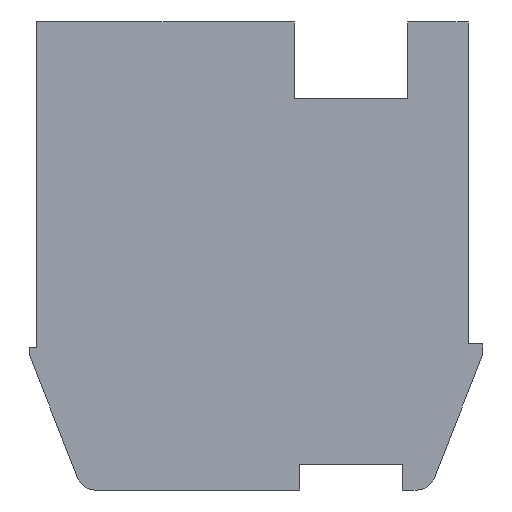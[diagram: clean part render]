
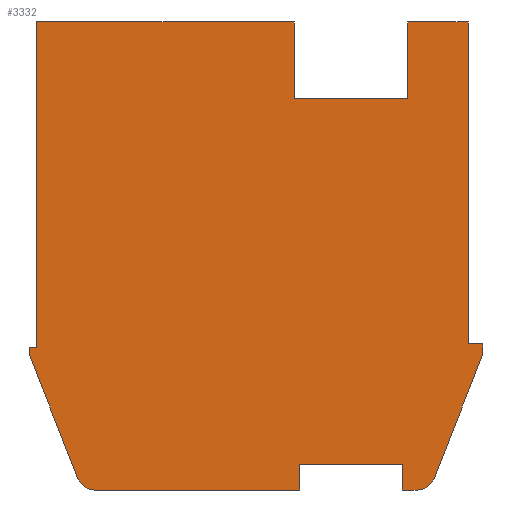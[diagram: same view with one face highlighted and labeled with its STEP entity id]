
A CAD part, front view. The second image highlights one B-rep face of the part: STEP entity #3332.
In plain terms, the highlighted planar face has unit normal (0, -1, 0).
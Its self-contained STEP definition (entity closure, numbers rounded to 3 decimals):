
#1=DIRECTION('',(-0.365,0.,-0.931));
#2=VECTOR('',#1,3.633);
#3=CARTESIAN_POINT('',(6.2,0.,-2.7));
#4=LINE('',#3,#2);
#5=CARTESIAN_POINT('',(4.409,0.,-5.9));
#6=DIRECTION('',(0.,1.,0.));
#7=DIRECTION('',(0.931,0.,-0.365));
#8=AXIS2_PLACEMENT_3D('',#5,#6,#7);
#10=DIRECTION('',(-1.,0.,0.));
#11=VECTOR('',#10,0.409);
#12=CARTESIAN_POINT('',(4.409,0.,-6.4));
#13=LINE('',#12,#11);
#14=DIRECTION('',(0.,0.,1.));
#15=VECTOR('',#14,0.7);
#16=CARTESIAN_POINT('',(4.,0.,-6.4));
#17=LINE('',#16,#15);
#18=DIRECTION('',(-1.,0.,0.));
#19=VECTOR('',#18,2.8);
#20=CARTESIAN_POINT('',(4.,0.,-5.7));
#21=LINE('',#20,#19);
#22=DIRECTION('',(0.,0.,-1.));
#23=VECTOR('',#22,0.7);
#24=CARTESIAN_POINT('',(1.2,0.,-5.7));
#25=LINE('',#24,#23);
#26=DIRECTION('',(-1.,0.,0.));
#27=VECTOR('',#26,5.609);
#28=CARTESIAN_POINT('',(1.2,0.,-6.4));
#29=LINE('',#28,#27);
#30=CARTESIAN_POINT('',(-4.409,0.,-5.9));
#31=DIRECTION('',(0.,1.,0.));
#32=DIRECTION('',(0.,0.,-1.));
#33=AXIS2_PLACEMENT_3D('',#30,#31,#32);
#35=DIRECTION('',(-0.365,0.,0.931));
#36=VECTOR('',#35,3.633);
#37=CARTESIAN_POINT('',(-4.874,0.,-6.082));
#38=LINE('',#37,#36);
#39=DIRECTION('',(0.,0.,1.));
#40=VECTOR('',#39,0.2);
#41=CARTESIAN_POINT('',(-6.2,0.,-2.7));
#42=LINE('',#41,#40);
#43=DIRECTION('',(1.,0.,0.));
#44=VECTOR('',#43,0.2);
#45=CARTESIAN_POINT('',(-6.2,0.,-2.5));
#46=LINE('',#45,#44);
#47=DIRECTION('',(0.,0.,1.));
#48=VECTOR('',#47,8.9);
#49=CARTESIAN_POINT('',(-6.,0.,-2.5));
#50=LINE('',#49,#48);
#51=DIRECTION('',(1.,0.,0.));
#52=VECTOR('',#51,7.05);
#53=CARTESIAN_POINT('',(-6.,0.,6.4));
#54=LINE('',#53,#52);
#55=DIRECTION('',(0.,0.,-1.));
#56=VECTOR('',#55,2.1);
#57=CARTESIAN_POINT('',(1.05,0.,6.4));
#58=LINE('',#57,#56);
#59=DIRECTION('',(1.,0.,0.));
#60=VECTOR('',#59,3.1);
#61=CARTESIAN_POINT('',(1.05,0.,4.3));
#62=LINE('',#61,#60);
#63=DIRECTION('',(0.,0.,1.));
#64=VECTOR('',#63,2.1);
#65=CARTESIAN_POINT('',(4.15,0.,4.3));
#66=LINE('',#65,#64);
#67=DIRECTION('',(1.,0.,0.));
#68=VECTOR('',#67,1.65);
#69=CARTESIAN_POINT('',(4.15,0.,6.4));
#70=LINE('',#69,#68);
#71=DIRECTION('',(0.,0.,-1.));
#72=VECTOR('',#71,8.8);
#73=CARTESIAN_POINT('',(5.8,0.,6.4));
#74=LINE('',#73,#72);
#75=DIRECTION('',(1.,0.,0.));
#76=VECTOR('',#75,0.4);
#77=CARTESIAN_POINT('',(5.8,0.,-2.4));
#78=LINE('',#77,#76);
#79=DIRECTION('',(0.,0.,-1.));
#80=VECTOR('',#79,0.3);
#81=CARTESIAN_POINT('',(6.2,0.,-2.4));
#82=LINE('',#81,#80);
#2505=CARTESIAN_POINT('',(6.2,0.,-2.7));
#2506=CARTESIAN_POINT('',(4.874,0.,-6.082));
#2507=VERTEX_POINT('',#2505);
#2508=VERTEX_POINT('',#2506);
#2509=CARTESIAN_POINT('',(4.409,0.,-6.4));
#2510=VERTEX_POINT('',#2509);
#2511=CARTESIAN_POINT('',(4.,0.,-6.4));
#2512=VERTEX_POINT('',#2511);
#2513=CARTESIAN_POINT('',(4.,0.,-5.7));
#2514=VERTEX_POINT('',#2513);
#2515=CARTESIAN_POINT('',(1.2,0.,-5.7));
#2516=VERTEX_POINT('',#2515);
#2517=CARTESIAN_POINT('',(1.2,0.,-6.4));
#2518=VERTEX_POINT('',#2517);
#2519=CARTESIAN_POINT('',(-4.409,0.,-6.4));
#2520=VERTEX_POINT('',#2519);
#2521=CARTESIAN_POINT('',(-4.874,0.,-6.082));
#2522=VERTEX_POINT('',#2521);
#2523=CARTESIAN_POINT('',(-6.2,0.,-2.7));
#2524=VERTEX_POINT('',#2523);
#2525=CARTESIAN_POINT('',(-6.2,0.,-2.5));
#2526=VERTEX_POINT('',#2525);
#2527=CARTESIAN_POINT('',(-6.,0.,-2.5));
#2528=VERTEX_POINT('',#2527);
#2529=CARTESIAN_POINT('',(-6.,0.,6.4));
#2530=VERTEX_POINT('',#2529);
#2531=CARTESIAN_POINT('',(1.05,0.,6.4));
#2532=VERTEX_POINT('',#2531);
#2533=CARTESIAN_POINT('',(1.05,0.,4.3));
#2534=VERTEX_POINT('',#2533);
#2535=CARTESIAN_POINT('',(4.15,0.,4.3));
#2536=VERTEX_POINT('',#2535);
#2537=CARTESIAN_POINT('',(4.15,0.,6.4));
#2538=VERTEX_POINT('',#2537);
#2539=CARTESIAN_POINT('',(5.8,0.,6.4));
#2540=VERTEX_POINT('',#2539);
#2541=CARTESIAN_POINT('',(5.8,0.,-2.4));
#2542=VERTEX_POINT('',#2541);
#2543=CARTESIAN_POINT('',(6.2,0.,-2.4));
#2544=VERTEX_POINT('',#2543);
#3285=CARTESIAN_POINT('',(0.,0.,0.));
#3286=DIRECTION('',(0.,1.,0.));
#3287=DIRECTION('',(1.,0.,0.));
#3288=AXIS2_PLACEMENT_3D('',#3285,#3286,#3287);
#3289=PLANE('',#3288);
#3291=ORIENTED_EDGE('',*,*,#3290,.T.);
#3293=ORIENTED_EDGE('',*,*,#3292,.T.);
#3295=ORIENTED_EDGE('',*,*,#3294,.T.);
#3297=ORIENTED_EDGE('',*,*,#3296,.T.);
#3299=ORIENTED_EDGE('',*,*,#3298,.T.);
#3301=ORIENTED_EDGE('',*,*,#3300,.T.);
#3303=ORIENTED_EDGE('',*,*,#3302,.T.);
#3305=ORIENTED_EDGE('',*,*,#3304,.T.);
#3307=ORIENTED_EDGE('',*,*,#3306,.T.);
#3309=ORIENTED_EDGE('',*,*,#3308,.T.);
#3311=ORIENTED_EDGE('',*,*,#3310,.T.);
#3313=ORIENTED_EDGE('',*,*,#3312,.T.);
#3315=ORIENTED_EDGE('',*,*,#3314,.T.);
#3317=ORIENTED_EDGE('',*,*,#3316,.T.);
#3319=ORIENTED_EDGE('',*,*,#3318,.T.);
#3321=ORIENTED_EDGE('',*,*,#3320,.T.);
#3323=ORIENTED_EDGE('',*,*,#3322,.T.);
#3325=ORIENTED_EDGE('',*,*,#3324,.T.);
#3327=ORIENTED_EDGE('',*,*,#3326,.T.);
#3329=ORIENTED_EDGE('',*,*,#3328,.T.);
#3330=EDGE_LOOP('',(#3291,#3293,#3295,#3297,#3299,#3301,#3303,#3305,#3307,#3309,
#3311,#3313,#3315,#3317,#3319,#3321,#3323,#3325,#3327,#3329));
#3331=FACE_OUTER_BOUND('',#3330,.F.);
#3332=ADVANCED_FACE('',(#3331),#3289,.F.);
#9=CIRCLE('',#8,0.5);
#34=CIRCLE('',#33,0.5);
#3290=EDGE_CURVE('',#2507,#2508,#4,.T.);
#3292=EDGE_CURVE('',#2508,#2510,#9,.T.);
#3294=EDGE_CURVE('',#2510,#2512,#13,.T.);
#3296=EDGE_CURVE('',#2512,#2514,#17,.T.);
#3298=EDGE_CURVE('',#2514,#2516,#21,.T.);
#3300=EDGE_CURVE('',#2516,#2518,#25,.T.);
#3302=EDGE_CURVE('',#2518,#2520,#29,.T.);
#3304=EDGE_CURVE('',#2520,#2522,#34,.T.);
#3306=EDGE_CURVE('',#2522,#2524,#38,.T.);
#3308=EDGE_CURVE('',#2524,#2526,#42,.T.);
#3310=EDGE_CURVE('',#2526,#2528,#46,.T.);
#3312=EDGE_CURVE('',#2528,#2530,#50,.T.);
#3314=EDGE_CURVE('',#2530,#2532,#54,.T.);
#3316=EDGE_CURVE('',#2532,#2534,#58,.T.);
#3318=EDGE_CURVE('',#2534,#2536,#62,.T.);
#3320=EDGE_CURVE('',#2536,#2538,#66,.T.);
#3322=EDGE_CURVE('',#2538,#2540,#70,.T.);
#3324=EDGE_CURVE('',#2540,#2542,#74,.T.);
#3326=EDGE_CURVE('',#2542,#2544,#78,.T.);
#3328=EDGE_CURVE('',#2544,#2507,#82,.T.);
